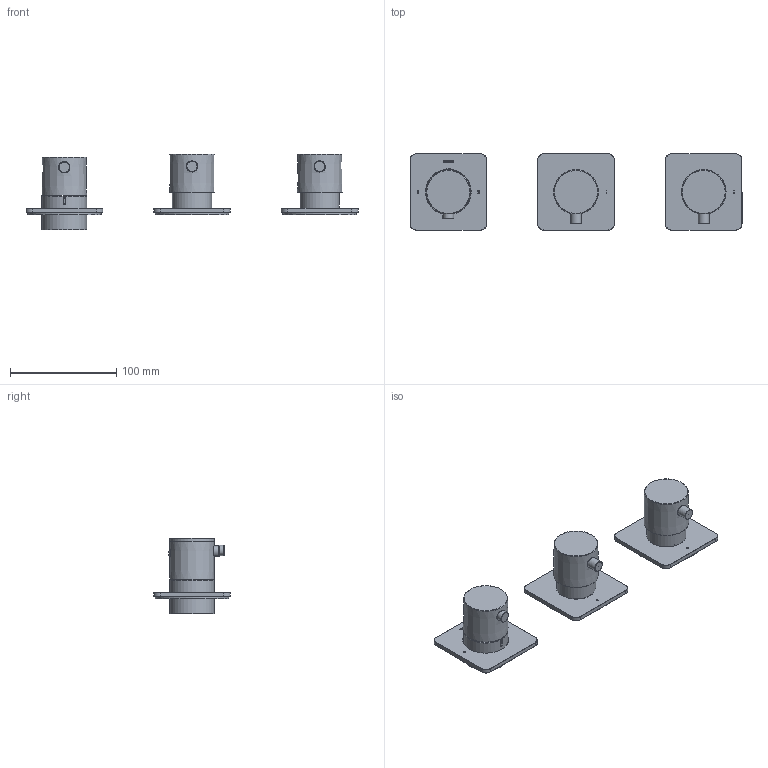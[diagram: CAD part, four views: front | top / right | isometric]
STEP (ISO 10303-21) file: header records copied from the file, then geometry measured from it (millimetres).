
FILE_DESCRIPTION(/* description */ ('Unknown'),/* implementation_level */ '2;1');
FILE_NAME(/* name */ 'GL7067-00',/* time_stamp */ '2021-07-20T17:15:07+02:00',/* author */ ('Unknown'),/* organization */ ('Unknown'),/* preprocessor_version */ 'ST-DEVELOPER v16.7',/* originating_system */ 'DEX',/* authorisation */ $);
FILE_SCHEMA (('AUTOMOTIVE_DESIGN {1 0 10303 214 3 1 1}'));
Length unit declared in the file: millimetre
Products named in the file (22): GL7067-00; GL7066EXT-00A_oa_0; CB7001-02; GL7066-01; CB7001-03; CB7001-04; GL7066-03; CB7001-001; 100.000.01.10T.70C_9; 100.000.01.10T.70C_10; 100.000.01.10T.70C_11; 100.000.01.10T.70C_12; 100.000.01.10T.70C_13; GL7066-02; CB7068-01; CB7068-03; CB7068-04; CB7068-05; CB7068-06; CB7068-07; CB0768-10; CB0768-11
Assembly tree (32 placements, depth 4):
  GL7067-00
    GL7066EXT-00A_oa_0
      CB7001-02
      GL7066-01
      CB7001-03
      CB7001-04
      GL7066-03  x3
      CB7001-001
        100.000.01.10T.70C_9
        100.000.01.10T.70C_10
        100.000.01.10T.70C_11
        100.000.01.10T.70C_12
        100.000.01.10T.70C_13
      GL7066-02  x2
      CB7068-01  x2
      CB7068-03  x2
      CB7068-04  x2
      CB7068-05  x2
      CB7068-06  x2
      CB7068-07  x2
      CB0768-10  x2
      CB0768-11  x2
Bounding box: 312 x 72 x 71.12 mm (x, y, z)
Volume: 124197.4 mm3; surface area: 111052.3 mm2
Topology: 30 solids, 30 shells, 1218 faces, 2778 edges, 1673 vertices
Faces by surface type: plane 442, cone 344, cylinder 285, torus 66, bspline 66, sphere 15
Full cylindrical faces by diameter (mm): 2 x1, 2.459 x1, 3 x5, 3.2 x1, 3.5 x4, 4 x39, 4.134 x3, 4.5 x3, 5 x47, 5.2 x3, 7 x1, 7.5 x2, 9.5 x2, 10 x4, 10.2 x2, 13.5 x2, 15.15 x4, 15.2 x2, 17 x2, 25.5 x2, 28 x4, 30 x2, 31 x2, 32 x2, 35 x2, 37 x2, 40 x1, 42 x1, 42.5 x2, 44.8 x1
Entity records: 24164 total; most frequent: CARTESIAN_POINT 5435, DIRECTION 3433, ORIENTED_EDGE 3102, EDGE_CURVE 1551, AXIS2_PLACEMENT_3D 1413, FACE_BOUND 1129, EDGE_LOOP 1120, VERTEX_POINT 1072
